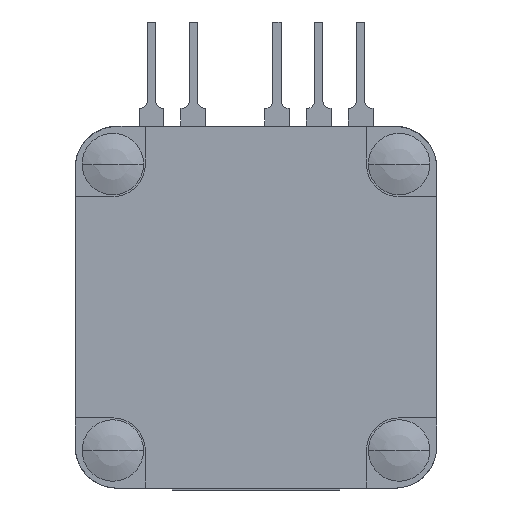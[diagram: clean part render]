
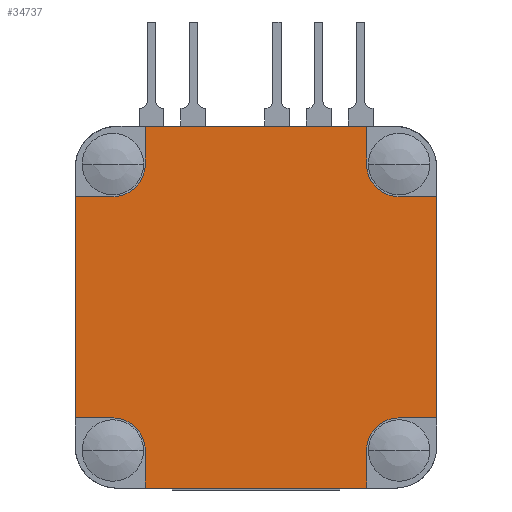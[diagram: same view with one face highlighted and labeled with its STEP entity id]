
A CAD part, front view. The second image highlights one B-rep face of the part: STEP entity #34737.
In plain terms, the highlighted planar face has unit normal (0, -1, 0).
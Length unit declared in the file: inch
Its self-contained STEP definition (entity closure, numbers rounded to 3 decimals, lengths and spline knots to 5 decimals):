
#40=CARTESIAN_POINT('',(0.3425,-0.608,0.342));
#41=DIRECTION('',(0.,1.,0.));
#42=DIRECTION('',(0.,0.,-1.));
#43=AXIS2_PLACEMENT_3D('',#40,#41,#42);
#11008=DIRECTION('',(0.,0.,-1.));
#11009=VECTOR('',#11008,0.09);
#11010=CARTESIAN_POINT('',(0.2645,-0.608,0.432));
#11011=LINE('',#11010,#11009);
#11012=DIRECTION('',(-1.,0.,0.));
#11013=VECTOR('',#11012,0.09);
#11014=CARTESIAN_POINT('',(0.4325,-0.608,0.264));
#11015=LINE('',#11014,#11013);
#11016=DIRECTION('',(0.,0.,-1.));
#11017=VECTOR('',#11016,0.529);
#11018=CARTESIAN_POINT('',(0.4325,-0.608,0.264));
#11019=LINE('',#11018,#11017);
#11020=DIRECTION('',(-1.,0.,0.));
#11021=VECTOR('',#11020,0.09);
#11022=CARTESIAN_POINT('',(0.4325,-0.608,-0.265));
#11023=LINE('',#11022,#11021);
#11024=DIRECTION('',(0.,0.,1.));
#11025=VECTOR('',#11024,0.09);
#11026=CARTESIAN_POINT('',(0.2645,-0.608,-0.433));
#11027=LINE('',#11026,#11025);
#11028=DIRECTION('',(-1.,0.,0.));
#11029=VECTOR('',#11028,0.529);
#11030=CARTESIAN_POINT('',(0.2645,-0.608,-0.433));
#11031=LINE('',#11030,#11029);
#11032=DIRECTION('',(0.,0.,1.));
#11033=VECTOR('',#11032,0.09);
#11034=CARTESIAN_POINT('',(-0.2645,-0.608,-0.433));
#11035=LINE('',#11034,#11033);
#11036=DIRECTION('',(1.,0.,0.));
#11037=VECTOR('',#11036,0.09);
#11038=CARTESIAN_POINT('',(-0.4325,-0.608,-0.265));
#11039=LINE('',#11038,#11037);
#11040=DIRECTION('',(0.,0.,1.));
#11041=VECTOR('',#11040,0.529);
#11042=CARTESIAN_POINT('',(-0.4325,-0.608,-0.265));
#11043=LINE('',#11042,#11041);
#11044=DIRECTION('',(1.,0.,0.));
#11045=VECTOR('',#11044,0.09);
#11046=CARTESIAN_POINT('',(-0.4325,-0.608,0.264));
#11047=LINE('',#11046,#11045);
#11048=DIRECTION('',(0.,0.,-1.));
#11049=VECTOR('',#11048,0.09);
#11050=CARTESIAN_POINT('',(-0.2645,-0.608,0.432));
#11051=LINE('',#11050,#11049);
#11052=DIRECTION('',(1.,0.,0.));
#11053=VECTOR('',#11052,0.529);
#11054=CARTESIAN_POINT('',(-0.2645,-0.608,0.432));
#11055=LINE('',#11054,#11053);
#11060=CARTESIAN_POINT('',(0.3425,-0.608,-0.343));
#11061=DIRECTION('',(0.,1.,0.));
#11062=DIRECTION('',(-1.,0.,0.));
#11063=AXIS2_PLACEMENT_3D('',#11060,#11061,#11062);
#11129=CARTESIAN_POINT('',(-0.3425,-0.608,-0.343));
#11130=DIRECTION('',(0.,1.,0.));
#11131=DIRECTION('',(0.,0.,1.));
#11132=AXIS2_PLACEMENT_3D('',#11129,#11130,#11131);
#11198=CARTESIAN_POINT('',(-0.3425,-0.608,0.342));
#11199=DIRECTION('',(0.,1.,0.));
#11200=DIRECTION('',(1.,0.,0.));
#11201=AXIS2_PLACEMENT_3D('',#11198,#11199,#11200);
#14492=CARTESIAN_POINT('',(-0.2645,-0.608,0.432));
#14493=VERTEX_POINT('',#14492);
#14494=CARTESIAN_POINT('',(0.2645,-0.608,0.432));
#14495=VERTEX_POINT('',#14494);
#14500=CARTESIAN_POINT('',(0.4325,-0.608,-0.265));
#14501=VERTEX_POINT('',#14500);
#14502=CARTESIAN_POINT('',(0.4325,-0.608,0.264));
#14503=VERTEX_POINT('',#14502);
#14508=CARTESIAN_POINT('',(0.2645,-0.608,-0.433));
#14509=VERTEX_POINT('',#14508);
#14510=CARTESIAN_POINT('',(-0.2645,-0.608,-0.433));
#14511=VERTEX_POINT('',#14510);
#14516=CARTESIAN_POINT('',(-0.4325,-0.608,-0.265));
#14517=VERTEX_POINT('',#14516);
#14518=CARTESIAN_POINT('',(-0.4325,-0.608,0.264));
#14519=VERTEX_POINT('',#14518);
#14520=CARTESIAN_POINT('',(0.2645,-0.608,-0.343));
#14522=VERTEX_POINT('',#14520);
#14524=CARTESIAN_POINT('',(0.3425,-0.608,-0.265));
#14526=VERTEX_POINT('',#14524);
#14528=CARTESIAN_POINT('',(0.3425,-0.608,0.264));
#14530=VERTEX_POINT('',#14528);
#14532=CARTESIAN_POINT('',(0.2645,-0.608,0.342));
#14534=VERTEX_POINT('',#14532);
#14536=CARTESIAN_POINT('',(-0.2645,-0.608,0.342));
#14538=VERTEX_POINT('',#14536);
#14540=CARTESIAN_POINT('',(-0.3425,-0.608,0.264));
#14542=VERTEX_POINT('',#14540);
#14544=CARTESIAN_POINT('',(-0.3425,-0.608,-0.265));
#14546=VERTEX_POINT('',#14544);
#14548=CARTESIAN_POINT('',(-0.2645,-0.608,-0.343));
#14550=VERTEX_POINT('',#14548);
#34705=CARTESIAN_POINT('',(0.,-0.608,-0.0005));
#34706=DIRECTION('',(0.,1.,0.));
#34707=DIRECTION('',(0.,0.,-1.));
#34708=AXIS2_PLACEMENT_3D('',#34705,#34706,#34707);
#34709=PLANE('',#34708);
#34710=ORIENTED_EDGE('',*,*,#34691,.T.);
#34711=ORIENTED_EDGE('',*,*,#14955,.F.);
#34712=ORIENTED_EDGE('',*,*,#14979,.F.);
#34713=ORIENTED_EDGE('',*,*,#15002,.T.);
#34715=ORIENTED_EDGE('',*,*,#34714,.T.);
#34717=ORIENTED_EDGE('',*,*,#34716,.F.);
#34719=ORIENTED_EDGE('',*,*,#34718,.F.);
#34720=ORIENTED_EDGE('',*,*,#15085,.T.);
#34722=ORIENTED_EDGE('',*,*,#34721,.T.);
#34724=ORIENTED_EDGE('',*,*,#34723,.F.);
#34726=ORIENTED_EDGE('',*,*,#34725,.F.);
#34727=ORIENTED_EDGE('',*,*,#15163,.T.);
#34729=ORIENTED_EDGE('',*,*,#34728,.T.);
#34731=ORIENTED_EDGE('',*,*,#34730,.F.);
#34733=ORIENTED_EDGE('',*,*,#34732,.F.);
#34734=ORIENTED_EDGE('',*,*,#15242,.T.);
#34735=EDGE_LOOP('',(#34710,#34711,#34712,#34713,#34715,#34717,#34719,#34720,
#34722,#34724,#34726,#34727,#34729,#34731,#34733,#34734));
#34736=FACE_OUTER_BOUND('',#34735,.F.);
#34737=ADVANCED_FACE('',(#34736),#34709,.F.);
#44=CIRCLE('',#43,0.078);
#11064=CIRCLE('',#11063,0.078);
#11133=CIRCLE('',#11132,0.078);
#11202=CIRCLE('',#11201,0.078);
#14955=EDGE_CURVE('',#14530,#14534,#44,.T.);
#14979=EDGE_CURVE('',#14503,#14530,#11015,.T.);
#15002=EDGE_CURVE('',#14503,#14501,#11019,.T.);
#15085=EDGE_CURVE('',#14509,#14511,#11031,.T.);
#15163=EDGE_CURVE('',#14517,#14519,#11043,.T.);
#15242=EDGE_CURVE('',#14493,#14495,#11055,.T.);
#34691=EDGE_CURVE('',#14495,#14534,#11011,.T.);
#34714=EDGE_CURVE('',#14501,#14526,#11023,.T.);
#34716=EDGE_CURVE('',#14522,#14526,#11064,.T.);
#34718=EDGE_CURVE('',#14509,#14522,#11027,.T.);
#34721=EDGE_CURVE('',#14511,#14550,#11035,.T.);
#34723=EDGE_CURVE('',#14546,#14550,#11133,.T.);
#34725=EDGE_CURVE('',#14517,#14546,#11039,.T.);
#34728=EDGE_CURVE('',#14519,#14542,#11047,.T.);
#34730=EDGE_CURVE('',#14538,#14542,#11202,.T.);
#34732=EDGE_CURVE('',#14493,#14538,#11051,.T.);
